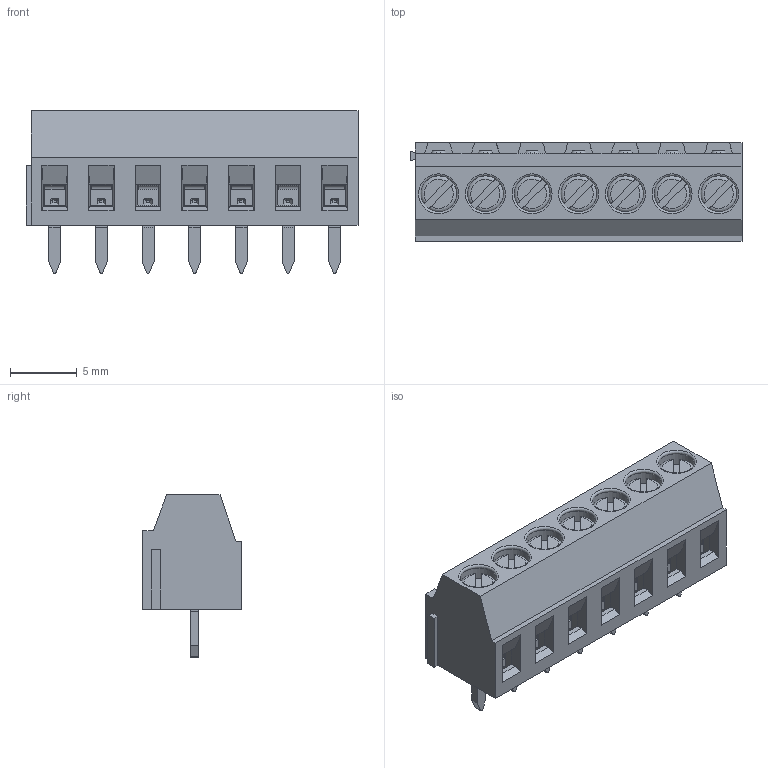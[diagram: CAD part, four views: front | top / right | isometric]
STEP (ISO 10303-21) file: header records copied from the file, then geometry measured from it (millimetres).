
FILE_DESCRIPTION(('STEP AP214'), '1');
FILE_NAME('DG381', '2019-09-29T20:15:50', ('AF'), (''), 'UNSPECIFIED', 'UNSPECIFIED', '');
FILE_SCHEMA(('AUTOMOTIVE_DESIGN { 1 0 10303 214 3 1 1}'));
Length unit declared in the file: millimetre
Assembly tree (21 placements, depth 2):
  (unnamed)
    (unnamed)  x7
    (unnamed)  x7
    (unnamed)  x7
Bounding box: 24.9 x 7.4 x 12.2 mm (x, y, z)
Volume: 955.2 mm3; surface area: 3019.5 mm2
Topology: 22 solids, 22 shells, 802 faces, 1980 edges, 1222 vertices
Faces by surface type: plane 655, cylinder 91, cone 35, torus 21
Full cylindrical faces by diameter (mm): 1.4 x7, 1.5 x7, 2 x7, 2.2 x7, 2.8 x7, 3 x7
Entity records: 13237 total; most frequent: CARTESIAN_POINT 1785, ORIENTED_EDGE 1682, DIRECTION 1620, EDGE_CURVE 841, LINE 768, VECTOR 768, VERTEX_POINT 543, AXIS2_PLACEMENT_3D 426
